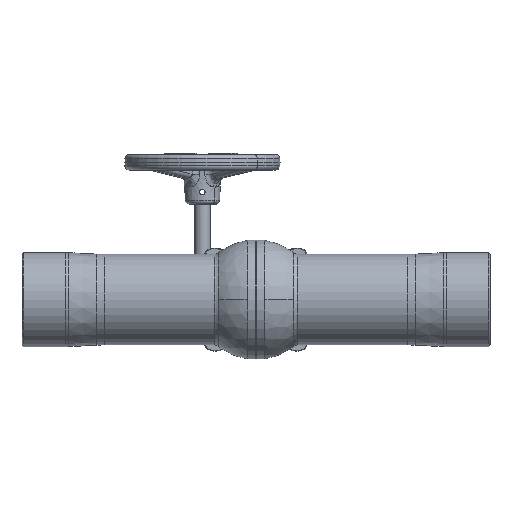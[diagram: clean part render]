
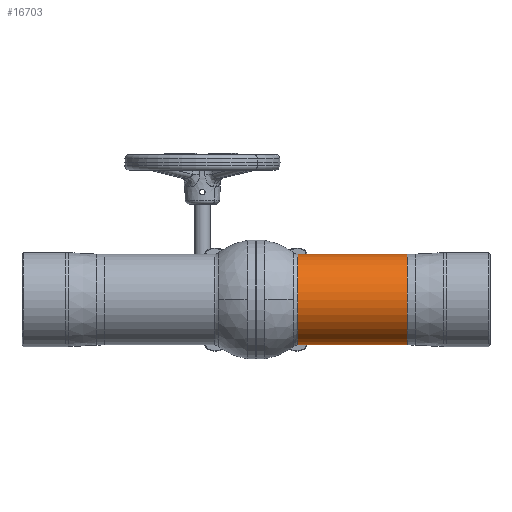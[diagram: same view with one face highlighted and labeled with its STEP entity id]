
A CAD part, front view. The second image highlights one B-rep face of the part: STEP entity #16703.
In plain terms, the highlighted cylindrical face has radius 29.05 mm (diameter 58.1 mm), a partial arc.
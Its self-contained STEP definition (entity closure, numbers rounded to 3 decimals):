
#654 = VECTOR ( 'NONE', #5410, 1000. ) ;
#1105 = CARTESIAN_POINT ( 'NONE',  ( 185.507, 71.142, 0. ) ) ;
#3244 = EDGE_CURVE ( 'NONE', #25290, #33346, #41058, .T. ) ;
#4540 = EDGE_LOOP ( 'NONE', ( #17937, #27635, #37781, #15681 ) ) ;
#5410 = DIRECTION ( 'NONE',  ( 1., 0., 0. ) ) ;
#8280 = VERTEX_POINT ( 'NONE', #14660 ) ;
#10805 = DIRECTION ( 'NONE',  ( 0., 0., 1. ) ) ;
#12136 = CARTESIAN_POINT ( 'NONE',  ( 97., 71.142, 0. ) ) ;
#14314 = VERTEX_POINT ( 'NONE', #22162 ) ;
#14660 = CARTESIAN_POINT ( 'NONE',  ( 26.832, 71.142, -29.05 ) ) ;
#14783 = AXIS2_PLACEMENT_3D ( 'NONE', #26336, #20021, #22962 ) ;
#15284 = DIRECTION ( 'NONE',  ( 1., 0., 0. ) ) ;
#15287 = CYLINDRICAL_SURFACE ( 'NONE', #24470, 29.05 ) ;
#15681 = ORIENTED_EDGE ( 'NONE', *, *, #20003, .F. ) ;
#15971 = LINE ( 'NONE', #32431, #654 ) ;
#16703 = ADVANCED_FACE ( 'NONE', ( #38496 ), #15287, .T. ) ;
#17937 = ORIENTED_EDGE ( 'NONE', *, *, #26527, .T. ) ;
#20003 = EDGE_CURVE ( 'NONE', #14314, #25290, #32209, .T. ) ;
#20021 = DIRECTION ( 'NONE',  ( 1., 0., 0. ) ) ;
#20935 = AXIS2_PLACEMENT_3D ( 'NONE', #12136, #15284, #32625 ) ;
#22162 = CARTESIAN_POINT ( 'NONE',  ( 26.832, 71.142, 29.05 ) ) ;
#22962 = DIRECTION ( 'NONE',  ( 0., 0., 1. ) ) ;
#24470 = AXIS2_PLACEMENT_3D ( 'NONE', #1105, #42323, #10805 ) ;
#24595 = VECTOR ( 'NONE', #38969, 1000. ) ;
#25290 = VERTEX_POINT ( 'NONE', #29051 ) ;
#26336 = CARTESIAN_POINT ( 'NONE',  ( 26.832, 71.142, 0. ) ) ;
#26527 = EDGE_CURVE ( 'NONE', #14314, #8280, #34212, .T. ) ;
#27635 = ORIENTED_EDGE ( 'NONE', *, *, #33841, .T. ) ;
#29051 = CARTESIAN_POINT ( 'NONE',  ( 97., 71.142, 29.05 ) ) ;
#32209 = LINE ( 'NONE', #32435, #24595 ) ;
#32431 = CARTESIAN_POINT ( 'NONE',  ( 185.507, 71.142, -29.05 ) ) ;
#32435 = CARTESIAN_POINT ( 'NONE',  ( 185.507, 71.142, 29.05 ) ) ;
#32625 = DIRECTION ( 'NONE',  ( 0., 0., 1. ) ) ;
#33346 = VERTEX_POINT ( 'NONE', #36081 ) ;
#33841 = EDGE_CURVE ( 'NONE', #8280, #33346, #15971, .T. ) ;
#34212 = CIRCLE ( 'NONE', #14783, 29.05 ) ;
#36081 = CARTESIAN_POINT ( 'NONE',  ( 97., 71.142, -29.05 ) ) ;
#37781 = ORIENTED_EDGE ( 'NONE', *, *, #3244, .F. ) ;
#38496 = FACE_OUTER_BOUND ( 'NONE', #4540, .T. ) ;
#38969 = DIRECTION ( 'NONE',  ( 1., 0., 0. ) ) ;
#41058 = CIRCLE ( 'NONE', #20935, 29.05 ) ;
#42323 = DIRECTION ( 'NONE',  ( 1., 0., 0. ) ) ;
